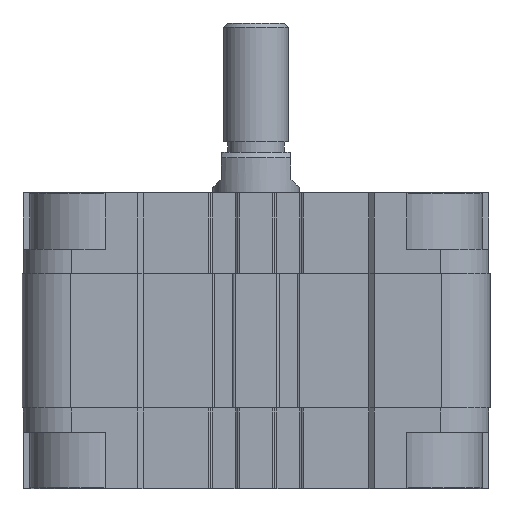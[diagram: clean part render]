
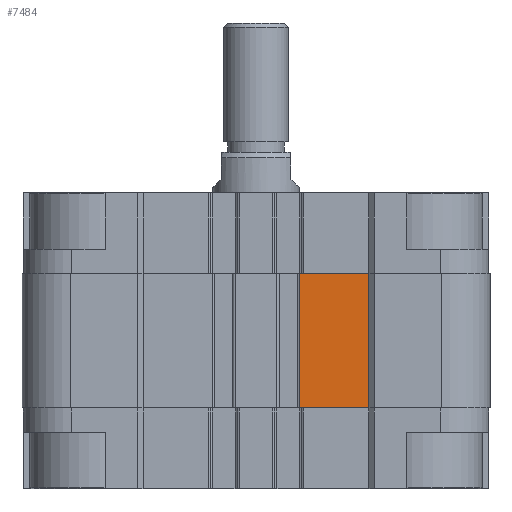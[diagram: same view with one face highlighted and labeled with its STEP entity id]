
A CAD part, front view. The second image highlights one B-rep face of the part: STEP entity #7484.
In plain terms, the highlighted planar face has unit normal (0, -1, 0).
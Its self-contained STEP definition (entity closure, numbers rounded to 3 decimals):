
#216=LINE('',#11351,#880);
#458=LINE('',#12072,#1122);
#643=LINE('',#12532,#1307);
#644=LINE('',#12534,#1308);
#880=VECTOR('',#8894,12.9);
#1122=VECTOR('',#9574,12.9);
#1307=VECTOR('',#10083,25.);
#1308=VECTOR('',#10086,25.);
#1935=FACE_OUTER_BOUND('',#2401,.T.);
#2401=EDGE_LOOP('',(#6410,#6411,#6412,#6413));
#3361=VERTEX_POINT('',#11348);
#3362=VERTEX_POINT('',#11350);
#3621=VERTEX_POINT('',#12069);
#3622=VERTEX_POINT('',#12071);
#4112=EDGE_CURVE('',#3362,#3361,#216,.T.);
#4475=EDGE_CURVE('',#3621,#3622,#458,.T.);
#4706=EDGE_CURVE('',#3622,#3361,#643,.T.);
#4707=EDGE_CURVE('',#3621,#3362,#644,.T.);
#6410=ORIENTED_EDGE('',*,*,#4112,.T.);
#6411=ORIENTED_EDGE('',*,*,#4706,.F.);
#6412=ORIENTED_EDGE('',*,*,#4475,.F.);
#6413=ORIENTED_EDGE('',*,*,#4707,.T.);
#7163=PLANE('',#8188);
#7484=ADVANCED_FACE('',(#1935),#7163,.F.);
#8188=AXIS2_PLACEMENT_3D('',#12533,#10084,#10085);
#8894=DIRECTION('',(1.,0.,0.));
#9574=DIRECTION('',(1.,0.,0.));
#10083=DIRECTION('',(0.,0.,-1.));
#10084=DIRECTION('center_axis',(0.,1.,0.));
#10085=DIRECTION('ref_axis',(0.,0.,1.));
#10086=DIRECTION('',(0.,0.,-1.));
#11348=CARTESIAN_POINT('',(21.,-42.5,7.));
#11350=CARTESIAN_POINT('',(8.1,-42.5,7.));
#11351=CARTESIAN_POINT('',(8.1,-42.5,7.));
#12069=CARTESIAN_POINT('',(8.1,-42.5,32.));
#12071=CARTESIAN_POINT('',(21.,-42.5,32.));
#12072=CARTESIAN_POINT('',(8.1,-42.5,32.));
#12532=CARTESIAN_POINT('',(21.,-42.5,32.));
#12533=CARTESIAN_POINT('Origin',(8.1,-42.5,32.));
#12534=CARTESIAN_POINT('',(8.1,-42.5,32.));
